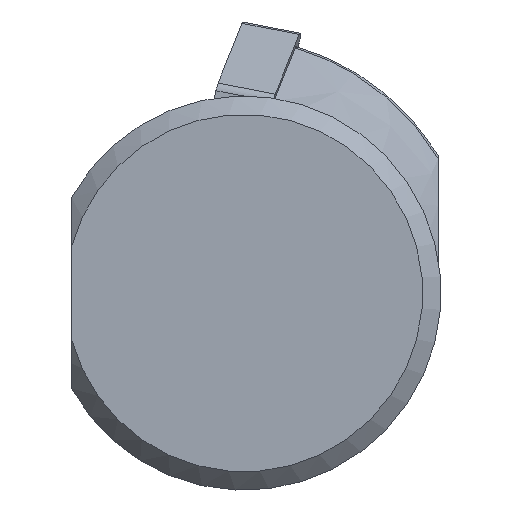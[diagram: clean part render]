
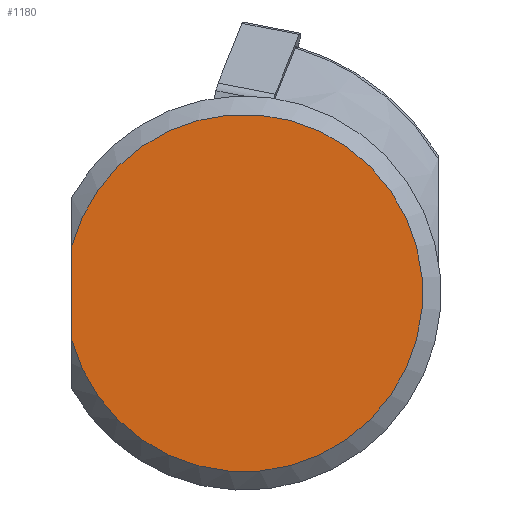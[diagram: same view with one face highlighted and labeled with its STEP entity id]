
A CAD part, left-side view. The second image highlights one B-rep face of the part: STEP entity #1180.
In plain terms, the highlighted face is planar.
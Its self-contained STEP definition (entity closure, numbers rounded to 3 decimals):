
#614=CARTESIAN_POINT('',(0.,0.,0.));
#615=DIRECTION('',(0.,0.,1.));
#616=DIRECTION('',(-0.26,0.966,0.));
#617=AXIS2_PLACEMENT_3D('',#614,#615,#616);
#622=CARTESIAN_POINT('',(3.775,14.,0.));
#637=CARTESIAN_POINT('',(-3.775,14.,0.));
#642=DIRECTION('',(1.,0.,0.));
#643=VECTOR('',#642,7.55);
#644=CARTESIAN_POINT('',(-3.775,14.,0.));
#645=LINE('',#644,#643);
#650=VERTEX_POINT('',#637);
#697=VERTEX_POINT('',#622);
#1171=CARTESIAN_POINT('',(0.,0.,0.));
#1172=DIRECTION('',(0.,0.,-1.));
#1173=DIRECTION('',(1.,0.,0.));
#1174=AXIS2_PLACEMENT_3D('',#1171,#1172,#1173);
#1175=PLANE('',#1174);
#1176=ORIENTED_EDGE('',*,*,#1156,.F.);
#1177=ORIENTED_EDGE('',*,*,#1092,.T.);
#1178=EDGE_LOOP('',(#1176,#1177));
#1179=FACE_OUTER_BOUND('',#1178,.F.);
#618=CIRCLE('',#617,14.5);
#1092=EDGE_CURVE('',#650,#697,#645,.T.);
#1156=EDGE_CURVE('',#650,#697,#618,.T.);
#1180=ADVANCED_FACE('',(#1179),#1175,.F.);
